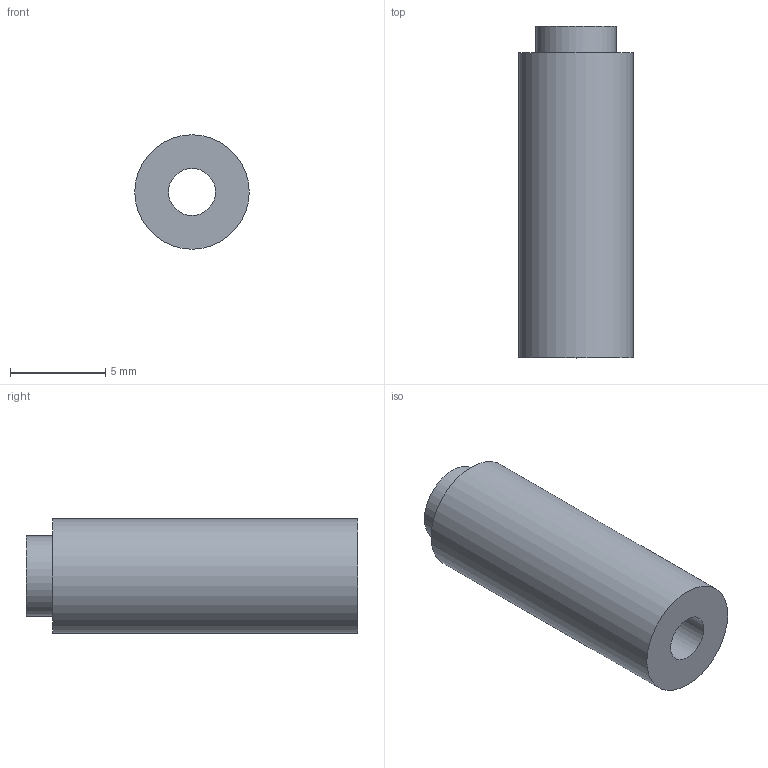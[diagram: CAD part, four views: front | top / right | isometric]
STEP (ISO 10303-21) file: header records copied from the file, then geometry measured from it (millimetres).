
FILE_DESCRIPTION(/* description */ ('Unknown'),/* implementation_level */ '2;1');
FILE_NAME(/* name */ '9774160360',/* time_stamp */ '2020-04-22T07:43:25+02:00',/* author */ ('Unknown'),/* organization */ ('Unknown'),/* preprocessor_version */ 'ST-DEVELOPER v16.7',/* originating_system */ 'DEX',/* authorisation */ $);
FILE_SCHEMA (('AUTOMOTIVE_DESIGN {1 0 10303 214 3 1 1}'));
Length unit declared in the file: millimetre
Products named in the file (1): 9774160360
Bounding box: 6 x 17.4 x 6 mm (x, y, z)
Volume: 389.2 mm3; surface area: 501.5 mm2
Topology: 1 solids, 1 shells, 6 faces, 10 edges, 7 vertices
Faces by surface type: plane 3, cylinder 3
Full cylindrical faces by diameter (mm): 2.459 x1, 4.2 x1, 6 x1
Entity records: 194 total; most frequent: DIRECTION 26, CARTESIAN_POINT 19, AXIS2_PLACEMENT_3D 13, ORIENTED_EDGE 12, EDGE_LOOP 12, FACE_BOUND 12, EDGE_CURVE 6, VERTEX_POINT 6
